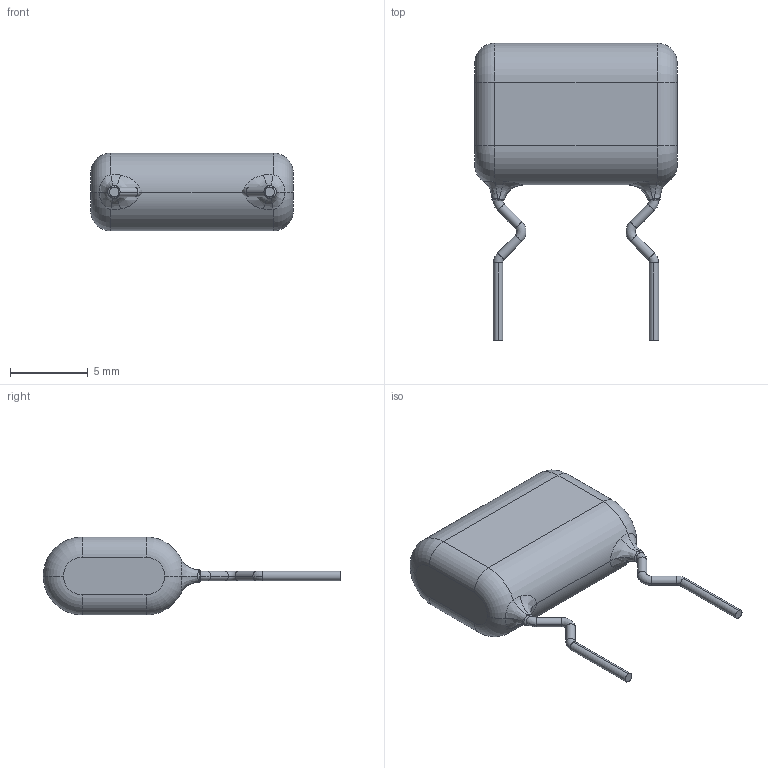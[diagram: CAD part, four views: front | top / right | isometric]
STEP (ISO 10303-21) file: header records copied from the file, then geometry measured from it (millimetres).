
FILE_DESCRIPTION (( 'STEP AP214' ), '1' );
FILE_NAME ('ECWF2104HAQ.STEP', '2021-05-26T12:53:17', ( '' ), ( '' ), 'SwSTEP 2.0', 'SolidWorks 2020', '' );
FILE_SCHEMA (( 'AUTOMOTIVE_DESIGN' ));
Length unit declared in the file: millimetre
Products named in the file (1): ECWF2104HAQ
Bounding box: 13 x 19.1 x 5 mm (x, y, z)
Volume: 513.7 mm3; surface area: 406.8 mm2
Topology: 3 solids, 3 shells, 72 faces, 156 edges, 90 vertices
Faces by surface type: torus 24, cylinder 20, bspline 12, plane 10, cone 6
Entity records: 2370 total; most frequent: CARTESIAN_POINT 779, DIRECTION 348, ORIENTED_EDGE 312, AXIS2_PLACEMENT_3D 159, EDGE_CURVE 156, CIRCLE 98, VERTEX_POINT 90, FACE_OUTER_BOUND 72
